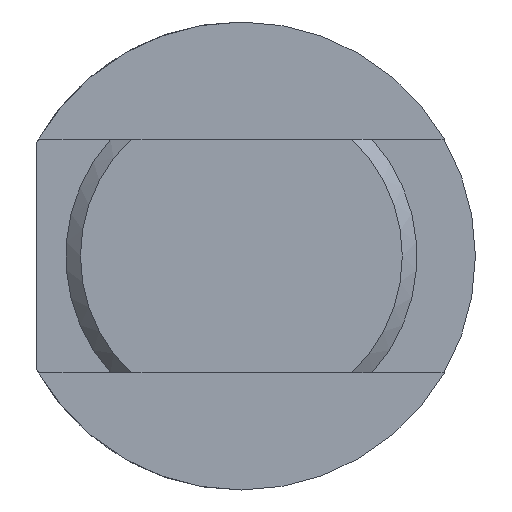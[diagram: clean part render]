
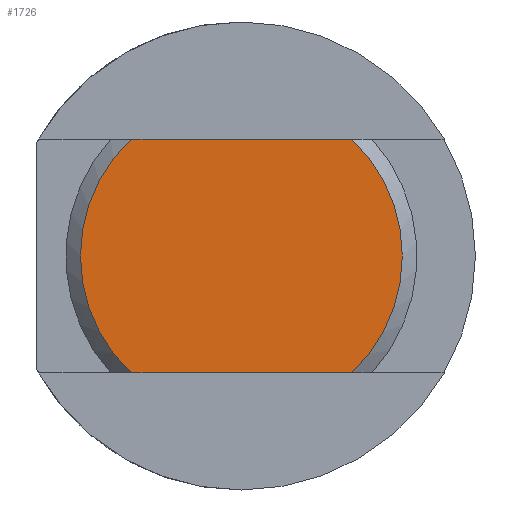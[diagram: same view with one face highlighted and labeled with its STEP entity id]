
A CAD part, left-side view. The second image highlights one B-rep face of the part: STEP entity #1726.
In plain terms, the highlighted planar face has unit normal (-1, 0, 0).
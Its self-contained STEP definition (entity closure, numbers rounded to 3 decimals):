
#196 = VECTOR ( 'NONE', #2001, 1000. ) ;
#208 = LINE ( 'NONE', #1992, #196 ) ;
#209 = CIRCLE ( 'NONE', #985, 5.5 ) ;
#210 = LINE ( 'NONE', #2011, #211 ) ;
#211 = VECTOR ( 'NONE', #2012, 1000. ) ;
#212 = CIRCLE ( 'NONE', #986, 5.5 ) ;
#532 = FACE_OUTER_BOUND ( 'NONE', #3221, .T. ) ;
#785 = EDGE_CURVE ( 'NONE', #3323, #3330, #209, .T. ) ;
#786 = EDGE_CURVE ( 'NONE', #3384, #3330, #208, .T. ) ;
#787 = EDGE_CURVE ( 'NONE', #3384, #3379, #212, .T. ) ;
#790 = EDGE_CURVE ( 'NONE', #3323, #3379, #210, .T. ) ;
#985 = AXIS2_PLACEMENT_3D ( 'NONE', #1987, #1998, #1999 ) ;
#986 = AXIS2_PLACEMENT_3D ( 'NONE', #2000, #2003, #2004 ) ;
#1124 = AXIS2_PLACEMENT_3D ( 'NONE', #2645, #2648, #2649 ) ;
#1550 = ORIENTED_EDGE ( 'NONE', *, *, #786, .F. ) ;
#1552 = ORIENTED_EDGE ( 'NONE', *, *, #787, .T. ) ;
#1553 = ORIENTED_EDGE ( 'NONE', *, *, #790, .F. ) ;
#1554 = ORIENTED_EDGE ( 'NONE', *, *, #785, .T. ) ;
#1726 = ADVANCED_FACE ( 'NONE', ( #532 ), #2646, .F. ) ;
#1987 = CARTESIAN_POINT ( 'NONE',  ( 0., 0., 0. ) ) ;
#1992 = CARTESIAN_POINT ( 'NONE',  ( 0., 6.928, -4. ) ) ;
#1998 = DIRECTION ( 'NONE',  ( -1., 0., 0. ) ) ;
#1999 = DIRECTION ( 'NONE',  ( 0., 0., -1. ) ) ;
#2000 = CARTESIAN_POINT ( 'NONE',  ( 0., 0., 0. ) ) ;
#2001 = DIRECTION ( 'NONE',  ( 0., 1., 0. ) ) ;
#2003 = DIRECTION ( 'NONE',  ( -1., 0., 0. ) ) ;
#2004 = DIRECTION ( 'NONE',  ( 0., 0., -1. ) ) ;
#2011 = CARTESIAN_POINT ( 'NONE',  ( 0., 6.928, 4. ) ) ;
#2012 = DIRECTION ( 'NONE',  ( 0., -1., 0. ) ) ;
#2645 = CARTESIAN_POINT ( 'NONE',  ( 0., 0., 0. ) ) ;
#2646 = PLANE ( 'NONE',  #1124 ) ;
#2648 = DIRECTION ( 'NONE',  ( 1., 0., 0. ) ) ;
#2649 = DIRECTION ( 'NONE',  ( 0., 0., -1. ) ) ;
#3013 = CARTESIAN_POINT ( 'NONE',  ( 0., 3.775, 4. ) ) ;
#3019 = CARTESIAN_POINT ( 'NONE',  ( 0., 3.775, -4. ) ) ;
#3067 = CARTESIAN_POINT ( 'NONE',  ( 0., -3.775, 4. ) ) ;
#3072 = CARTESIAN_POINT ( 'NONE',  ( 0., -3.775, -4. ) ) ;
#3221 = EDGE_LOOP ( 'NONE', ( #1550, #1552, #1553, #1554 ) ) ;
#3323 = VERTEX_POINT ( 'NONE', #3013 ) ;
#3330 = VERTEX_POINT ( 'NONE', #3019 ) ;
#3379 = VERTEX_POINT ( 'NONE', #3067 ) ;
#3384 = VERTEX_POINT ( 'NONE', #3072 ) ;
